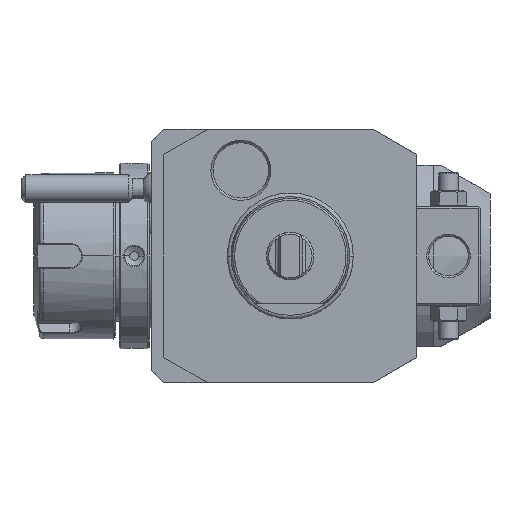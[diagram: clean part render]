
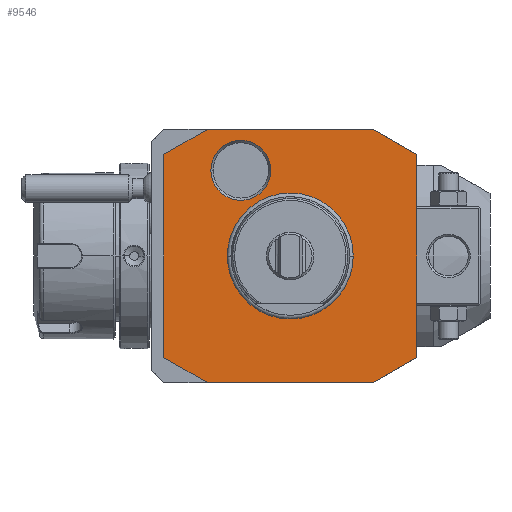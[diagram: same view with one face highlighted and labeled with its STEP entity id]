
A CAD part, front view. The second image highlights one B-rep face of the part: STEP entity #9546.
In plain terms, the highlighted planar face has unit normal (0, -1, 0).
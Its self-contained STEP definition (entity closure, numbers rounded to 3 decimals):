
#1=DIRECTION('',(0.866,0.,0.5));
#2=VECTOR('',#1,12.702);
#3=CARTESIAN_POINT('',(-32.,0.,25.649));
#4=LINE('',#3,#2);
#5=DIRECTION('',(-1.,0.,0.));
#6=VECTOR('',#5,42.);
#7=CARTESIAN_POINT('',(21.,0.,32.));
#8=LINE('',#7,#6);
#9=DIRECTION('',(-0.866,0.,0.5));
#10=VECTOR('',#9,12.702);
#11=CARTESIAN_POINT('',(32.,0.,25.649));
#12=LINE('',#11,#10);
#13=DIRECTION('',(0.,0.,1.));
#14=VECTOR('',#13,51.298);
#15=CARTESIAN_POINT('',(32.,0.,-25.649));
#16=LINE('',#15,#14);
#17=DIRECTION('',(0.866,0.,0.5));
#18=VECTOR('',#17,12.702);
#19=CARTESIAN_POINT('',(21.,0.,-32.));
#20=LINE('',#19,#18);
#21=DIRECTION('',(1.,0.,0.));
#22=VECTOR('',#21,42.);
#23=CARTESIAN_POINT('',(-21.,0.,-32.));
#24=LINE('',#23,#22);
#25=DIRECTION('',(-0.866,0.,0.5));
#26=VECTOR('',#25,12.702);
#27=CARTESIAN_POINT('',(-21.,0.,-32.));
#28=LINE('',#27,#26);
#29=DIRECTION('',(0.,0.,-1.));
#30=VECTOR('',#29,51.298);
#31=CARTESIAN_POINT('',(-32.,0.,25.649));
#32=LINE('',#31,#30);
#33=CARTESIAN_POINT('',(-12.5,0.,21.651));
#34=DIRECTION('',(0.,1.,0.));
#35=DIRECTION('',(1.,0.,0.));
#36=AXIS2_PLACEMENT_3D('',#33,#34,#35);
#38=CARTESIAN_POINT('',(-12.5,0.,21.651));
#39=DIRECTION('',(0.,1.,0.));
#40=DIRECTION('',(-1.,0.,0.));
#41=AXIS2_PLACEMENT_3D('',#38,#39,#40);
#7222=CARTESIAN_POINT('',(0.,0.,0.));
#7223=DIRECTION('',(0.,-1.,0.));
#7224=DIRECTION('',(1.,0.,0.));
#7225=AXIS2_PLACEMENT_3D('',#7222,#7223,#7224);
#7227=CARTESIAN_POINT('',(0.,0.,0.));
#7228=DIRECTION('',(0.,-1.,0.));
#7229=DIRECTION('',(-1.,0.,0.));
#7230=AXIS2_PLACEMENT_3D('',#7227,#7228,#7229);
#8586=CARTESIAN_POINT('',(-4.923,0.,
21.651));
#8587=CARTESIAN_POINT('',(-20.077,0.,
21.651));
#8588=VERTEX_POINT('',#8586);
#8589=VERTEX_POINT('',#8587);
#9337=CARTESIAN_POINT('',(21.,0.,-32.));
#9338=CARTESIAN_POINT('',(32.,0.,-25.649));
#9339=VERTEX_POINT('',#9337);
#9340=VERTEX_POINT('',#9338);
#9341=CARTESIAN_POINT('',(32.,0.,25.649));
#9342=VERTEX_POINT('',#9341);
#9343=CARTESIAN_POINT('',(21.,0.,32.));
#9344=VERTEX_POINT('',#9343);
#9361=CARTESIAN_POINT('',(-32.,0.,25.649));
#9362=CARTESIAN_POINT('',(-21.,0.,32.));
#9363=VERTEX_POINT('',#9361);
#9364=VERTEX_POINT('',#9362);
#9365=CARTESIAN_POINT('',(-21.,0.,-32.));
#9366=CARTESIAN_POINT('',(-32.,0.,-25.649));
#9367=VERTEX_POINT('',#9365);
#9368=VERTEX_POINT('',#9366);
#9389=CARTESIAN_POINT('',(15.783,0.,0.));
#9390=CARTESIAN_POINT('',(-15.783,0.,0.));
#9391=VERTEX_POINT('',#9389);
#9392=VERTEX_POINT('',#9390);
#9511=CARTESIAN_POINT('',(0.,0.,0.));
#9512=DIRECTION('',(0.,-1.,0.));
#9513=DIRECTION('',(-1.,0.,0.));
#9514=AXIS2_PLACEMENT_3D('',#9511,#9512,#9513);
#9515=PLANE('',#9514);
#9517=ORIENTED_EDGE('',*,*,#9516,.T.);
#9519=ORIENTED_EDGE('',*,*,#9518,.F.);
#9521=ORIENTED_EDGE('',*,*,#9520,.F.);
#9523=ORIENTED_EDGE('',*,*,#9522,.F.);
#9525=ORIENTED_EDGE('',*,*,#9524,.F.);
#9527=ORIENTED_EDGE('',*,*,#9526,.F.);
#9529=ORIENTED_EDGE('',*,*,#9528,.T.);
#9531=ORIENTED_EDGE('',*,*,#9530,.F.);
#9532=EDGE_LOOP('',(#9517,#9519,#9521,#9523,#9525,#9527,#9529,#9531));
#9533=FACE_OUTER_BOUND('',#9532,.F.);
#9535=ORIENTED_EDGE('',*,*,#9534,.T.);
#9537=ORIENTED_EDGE('',*,*,#9536,.T.);
#9538=EDGE_LOOP('',(#9535,#9537));
#9539=FACE_BOUND('',#9538,.F.);
#9541=ORIENTED_EDGE('',*,*,#9540,.F.);
#9543=ORIENTED_EDGE('',*,*,#9542,.F.);
#9544=EDGE_LOOP('',(#9541,#9543));
#9545=FACE_BOUND('',#9544,.F.);
#37=CIRCLE('',#36,7.577);
#42=CIRCLE('',#41,7.577);
#7226=CIRCLE('',#7225,15.783);
#7231=CIRCLE('',#7230,15.783);
#9516=EDGE_CURVE('',#9363,#9364,#4,.T.);
#9518=EDGE_CURVE('',#9344,#9364,#8,.T.);
#9520=EDGE_CURVE('',#9342,#9344,#12,.T.);
#9522=EDGE_CURVE('',#9340,#9342,#16,.T.);
#9524=EDGE_CURVE('',#9339,#9340,#20,.T.);
#9526=EDGE_CURVE('',#9367,#9339,#24,.T.);
#9528=EDGE_CURVE('',#9367,#9368,#28,.T.);
#9530=EDGE_CURVE('',#9363,#9368,#32,.T.);
#9534=EDGE_CURVE('',#9391,#9392,#7226,.T.);
#9536=EDGE_CURVE('',#9392,#9391,#7231,.T.);
#9540=EDGE_CURVE('',#8588,#8589,#37,.T.);
#9542=EDGE_CURVE('',#8589,#8588,#42,.T.);
#9546=ADVANCED_FACE('',(#9533,#9539,#9545),#9515,.T.);
